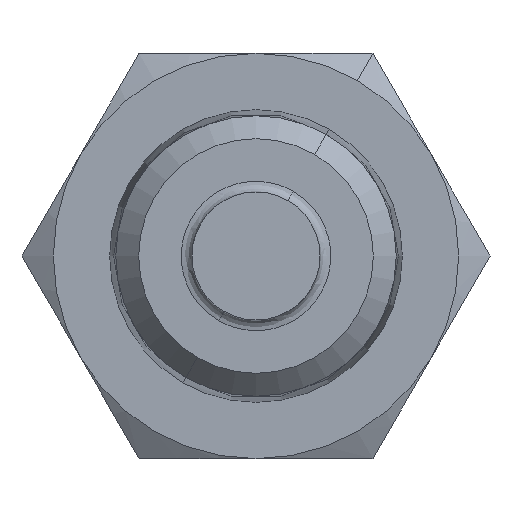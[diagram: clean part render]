
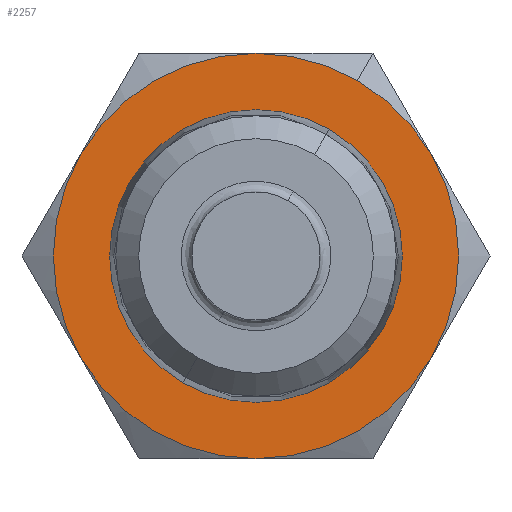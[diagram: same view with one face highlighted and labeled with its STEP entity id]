
A CAD part, front view. The second image highlights one B-rep face of the part: STEP entity #2257.
In plain terms, the highlighted planar face has unit normal (0, -1, 0).
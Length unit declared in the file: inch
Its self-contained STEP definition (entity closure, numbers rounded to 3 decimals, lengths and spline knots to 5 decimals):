
#23 = DIRECTION ( 'NONE',  ( 0.5, 0., 0.866 ) ) ;
#54 = EDGE_CURVE ( 'NONE', #494, #213, #2838, .T. ) ;
#56 = DIRECTION ( 'NONE',  ( 0., 1., 0. ) ) ;
#102 = CIRCLE ( 'NONE', #1157, 0.37402 ) ;
#186 = CARTESIAN_POINT ( 'NONE',  ( 0., -0.1122, -0.37402 ) ) ;
#197 = AXIS2_PLACEMENT_3D ( 'NONE', #2290, #899, #2544 ) ;
#213 = VERTEX_POINT ( 'NONE', #559 ) ;
#341 = EDGE_CURVE ( 'NONE', #797, #1894, #102, .T. ) ;
#356 = DIRECTION ( 'NONE',  ( 0., -1., 0. ) ) ;
#357 = DIRECTION ( 'NONE',  ( 0.5, 0., 0.866 ) ) ;
#375 = CARTESIAN_POINT ( 'NONE',  ( 0.18701, -0.1122, -0.05011 ) ) ;
#393 = CIRCLE ( 'NONE', #2379, 0.37402 ) ;
#417 = VERTEX_POINT ( 'NONE', #2210 ) ;
#494 = VERTEX_POINT ( 'NONE', #2266 ) ;
#497 = DIRECTION ( 'NONE',  ( 0.5, 0., 0.866 ) ) ;
#530 = DIRECTION ( 'NONE',  ( 0.5, 0., 0.866 ) ) ;
#535 = CARTESIAN_POINT ( 'NONE',  ( 0., -0.1122, -0.37402 ) ) ;
#559 = CARTESIAN_POINT ( 'NONE',  ( 0.135, -0.1122, -0.14019 ) ) ;
#615 = AXIS2_PLACEMENT_3D ( 'NONE', #976, #967, #497 ) ;
#639 = DIRECTION ( 'NONE',  ( 0.5, 0., 0.866 ) ) ;
#668 = DIRECTION ( 'NONE',  ( 0., 1., 0. ) ) ;
#693 = DIRECTION ( 'NONE',  ( 0., 1., 0. ) ) ;
#699 = AXIS2_PLACEMENT_3D ( 'NONE', #186, #668, #2285 ) ;
#728 = EDGE_CURVE ( 'NONE', #2561, #797, #972, .T. ) ;
#797 = VERTEX_POINT ( 'NONE', #2380 ) ;
#823 = CARTESIAN_POINT ( 'NONE',  ( 0., -0.1122, -0.37402 ) ) ;
#866 = ORIENTED_EDGE ( 'NONE', *, *, #341, .F. ) ;
#899 = DIRECTION ( 'NONE',  ( 0., 1., 0. ) ) ;
#919 = CARTESIAN_POINT ( 'NONE',  ( 0., -0.1122, -0.37402 ) ) ;
#967 = DIRECTION ( 'NONE',  ( 0., 1., 0. ) ) ;
#972 = CIRCLE ( 'NONE', #2695, 0.37402 ) ;
#976 = CARTESIAN_POINT ( 'NONE',  ( 0., -0.1122, -0.37402 ) ) ;
#985 = EDGE_CURVE ( 'NONE', #1894, #1627, #2391, .T. ) ;
#1157 = AXIS2_PLACEMENT_3D ( 'NONE', #823, #2464, #357 ) ;
#1307 = PLANE ( 'NONE',  #2222 ) ;
#1313 = DIRECTION ( 'NONE',  ( -0.5, 0., -0.866 ) ) ;
#1351 = DIRECTION ( 'NONE',  ( 0., 1., 0. ) ) ;
#1369 = CIRCLE ( 'NONE', #615, 0.37402 ) ;
#1437 = DIRECTION ( 'NONE',  ( 0., 1., 0. ) ) ;
#1516 = CIRCLE ( 'NONE', #2012, 0.37402 ) ;
#1539 = ORIENTED_EDGE ( 'NONE', *, *, #2883, .T. ) ;
#1593 = EDGE_CURVE ( 'NONE', #1960, #417, #2911, .T. ) ;
#1617 = CARTESIAN_POINT ( 'NONE',  ( 0.32391, -0.1122, -0.56102 ) ) ;
#1627 = VERTEX_POINT ( 'NONE', #2304 ) ;
#1645 = DIRECTION ( 'NONE',  ( 0., 1., 0. ) ) ;
#1659 = CIRCLE ( 'NONE', #197, 0.27 ) ;
#1682 = VERTEX_POINT ( 'NONE', #1617 ) ;
#1699 = FACE_BOUND ( 'NONE', #1750, .T. ) ;
#1750 = EDGE_LOOP ( 'NONE', ( #1539, #2598 ) ) ;
#1824 = ORIENTED_EDGE ( 'NONE', *, *, #2020, .F. ) ;
#1835 = CARTESIAN_POINT ( 'NONE',  ( 0., -0.1122, -0.37402 ) ) ;
#1894 = VERTEX_POINT ( 'NONE', #375 ) ;
#1960 = VERTEX_POINT ( 'NONE', #2225 ) ;
#1994 = FACE_OUTER_BOUND ( 'NONE', #2962, .T. ) ;
#2012 = AXIS2_PLACEMENT_3D ( 'NONE', #2757, #1351, #639 ) ;
#2020 = EDGE_CURVE ( 'NONE', #1682, #1960, #1369, .T. ) ;
#2070 = EDGE_CURVE ( 'NONE', #417, #2561, #393, .T. ) ;
#2103 = CARTESIAN_POINT ( 'NONE',  ( -0.32391, -0.1122, -0.18701 ) ) ;
#2152 = AXIS2_PLACEMENT_3D ( 'NONE', #1835, #693, #2984 ) ;
#2210 = CARTESIAN_POINT ( 'NONE',  ( -0.32391, -0.1122, -0.56102 ) ) ;
#2222 = AXIS2_PLACEMENT_3D ( 'NONE', #2454, #356, #1313 ) ;
#2225 = CARTESIAN_POINT ( 'NONE',  ( 0., -0.1122, -0.74803 ) ) ;
#2257 = ADVANCED_FACE ( 'NONE', ( #1699, #1994 ), #1307, .T. ) ;
#2266 = CARTESIAN_POINT ( 'NONE',  ( -0.135, -0.1122, -0.60784 ) ) ;
#2285 = DIRECTION ( 'NONE',  ( 0.5, 0., 0.866 ) ) ;
#2290 = CARTESIAN_POINT ( 'NONE',  ( 0., -0.1122, -0.37402 ) ) ;
#2304 = CARTESIAN_POINT ( 'NONE',  ( 0.32391, -0.1122, -0.18701 ) ) ;
#2379 = AXIS2_PLACEMENT_3D ( 'NONE', #535, #56, #2635 ) ;
#2380 = CARTESIAN_POINT ( 'NONE',  ( 0., -0.1122, 0. ) ) ;
#2391 = CIRCLE ( 'NONE', #2152, 0.37402 ) ;
#2394 = ORIENTED_EDGE ( 'NONE', *, *, #2419, .F. ) ;
#2419 = EDGE_CURVE ( 'NONE', #1627, #1682, #1516, .T. ) ;
#2454 = CARTESIAN_POINT ( 'NONE',  ( 0., -0.1122, -0.37402 ) ) ;
#2464 = DIRECTION ( 'NONE',  ( 0., 1., 0. ) ) ;
#2544 = DIRECTION ( 'NONE',  ( 0.5, 0., 0.866 ) ) ;
#2561 = VERTEX_POINT ( 'NONE', #2103 ) ;
#2598 = ORIENTED_EDGE ( 'NONE', *, *, #54, .T. ) ;
#2635 = DIRECTION ( 'NONE',  ( 0.5, 0., 0.866 ) ) ;
#2639 = CARTESIAN_POINT ( 'NONE',  ( 0., -0.1122, -0.37402 ) ) ;
#2695 = AXIS2_PLACEMENT_3D ( 'NONE', #2639, #1437, #530 ) ;
#2713 = ORIENTED_EDGE ( 'NONE', *, *, #728, .F. ) ;
#2718 = ORIENTED_EDGE ( 'NONE', *, *, #1593, .F. ) ;
#2757 = CARTESIAN_POINT ( 'NONE',  ( 0., -0.1122, -0.37402 ) ) ;
#2761 = ORIENTED_EDGE ( 'NONE', *, *, #2070, .F. ) ;
#2771 = AXIS2_PLACEMENT_3D ( 'NONE', #919, #1645, #23 ) ;
#2838 = CIRCLE ( 'NONE', #699, 0.27 ) ;
#2883 = EDGE_CURVE ( 'NONE', #213, #494, #1659, .T. ) ;
#2902 = ORIENTED_EDGE ( 'NONE', *, *, #985, .F. ) ;
#2911 = CIRCLE ( 'NONE', #2771, 0.37402 ) ;
#2962 = EDGE_LOOP ( 'NONE', ( #1824, #2394, #2902, #866, #2713, #2761, #2718 ) ) ;
#2984 = DIRECTION ( 'NONE',  ( 0.5, 0., 0.866 ) ) ;
